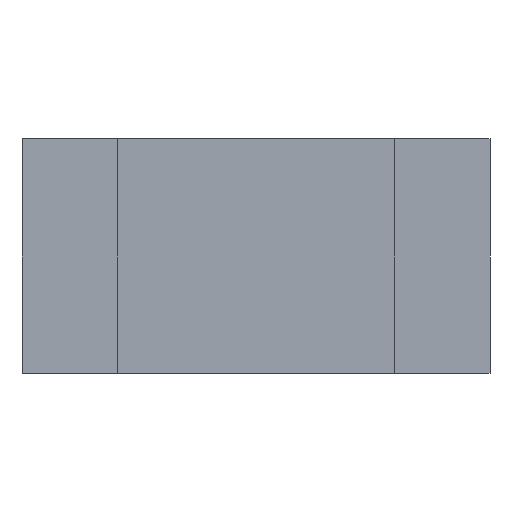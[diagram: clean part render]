
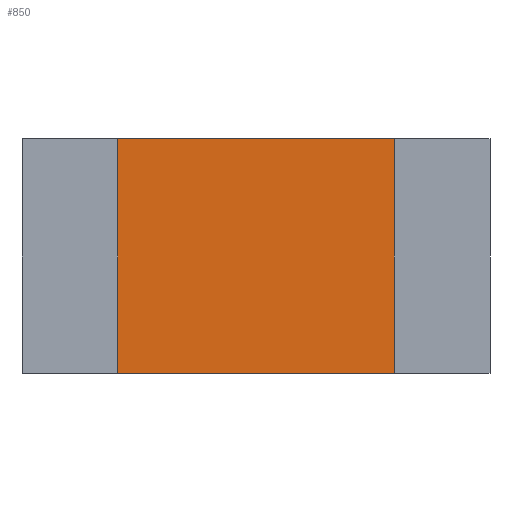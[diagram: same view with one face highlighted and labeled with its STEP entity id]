
A CAD part, front view. The second image highlights one B-rep face of the part: STEP entity #850.
In plain terms, the highlighted planar face has unit normal (0, -1, 0).
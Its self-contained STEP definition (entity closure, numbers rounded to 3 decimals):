
#46 = LINE ( 'NONE', #256, #68 ) ;
#62 = AXIS2_PLACEMENT_3D ( 'NONE', #224, #437, #851 ) ;
#68 = VECTOR ( 'NONE', #1044, 1000. ) ;
#101 = CARTESIAN_POINT ( 'NONE',  ( -1.875, 0., -1.59 ) ) ;
#159 = FACE_OUTER_BOUND ( 'NONE', #563, .T. ) ;
#164 = ORIENTED_EDGE ( 'NONE', *, *, #487, .T. ) ;
#198 = ORIENTED_EDGE ( 'NONE', *, *, #633, .T. ) ;
#224 = CARTESIAN_POINT ( 'NONE',  ( -1.875, 0., 1.59 ) ) ;
#256 = CARTESIAN_POINT ( 'NONE',  ( -1.875, 0., -1.59 ) ) ;
#262 = CARTESIAN_POINT ( 'NONE',  ( -1.875, 0., 1.59 ) ) ;
#268 = VERTEX_POINT ( 'NONE', #337 ) ;
#310 = DIRECTION ( 'NONE',  ( 1., 0., 0. ) ) ;
#337 = CARTESIAN_POINT ( 'NONE',  ( -1.875, 0., -1.59 ) ) ;
#340 = CARTESIAN_POINT ( 'NONE',  ( 1.875, 0., -1.59 ) ) ;
#342 = LINE ( 'NONE', #441, #1011 ) ;
#400 = LINE ( 'NONE', #101, #880 ) ;
#432 = LINE ( 'NONE', #262, #691 ) ;
#437 = DIRECTION ( 'NONE',  ( 0., 1., 0. ) ) ;
#441 = CARTESIAN_POINT ( 'NONE',  ( 1.875, 0., -1.59 ) ) ;
#487 = EDGE_CURVE ( 'NONE', #541, #991, #432, .T. ) ;
#541 = VERTEX_POINT ( 'NONE', #806 ) ;
#563 = EDGE_LOOP ( 'NONE', ( #855, #198, #1017, #164 ) ) ;
#633 = EDGE_CURVE ( 'NONE', #268, #868, #400, .T. ) ;
#666 = PLANE ( 'NONE',  #62 ) ;
#691 = VECTOR ( 'NONE', #1125, 1000. ) ;
#806 = CARTESIAN_POINT ( 'NONE',  ( 1.875, 0., 1.59 ) ) ;
#850 = ADVANCED_FACE ( 'NONE', ( #159 ), #666, .F. ) ;
#851 = DIRECTION ( 'NONE',  ( -1., 0., 0. ) ) ;
#855 = ORIENTED_EDGE ( 'NONE', *, *, #920, .T. ) ;
#866 = CARTESIAN_POINT ( 'NONE',  ( -1.875, 0., 1.59 ) ) ;
#868 = VERTEX_POINT ( 'NONE', #340 ) ;
#869 = EDGE_CURVE ( 'NONE', #868, #541, #342, .T. ) ;
#880 = VECTOR ( 'NONE', #310, 1000. ) ;
#920 = EDGE_CURVE ( 'NONE', #991, #268, #46, .T. ) ;
#991 = VERTEX_POINT ( 'NONE', #866 ) ;
#1011 = VECTOR ( 'NONE', #1027, 1000. ) ;
#1017 = ORIENTED_EDGE ( 'NONE', *, *, #869, .T. ) ;
#1027 = DIRECTION ( 'NONE',  ( 0., 0., 1. ) ) ;
#1044 = DIRECTION ( 'NONE',  ( 0., 0., -1. ) ) ;
#1125 = DIRECTION ( 'NONE',  ( -1., 0., 0. ) ) ;
